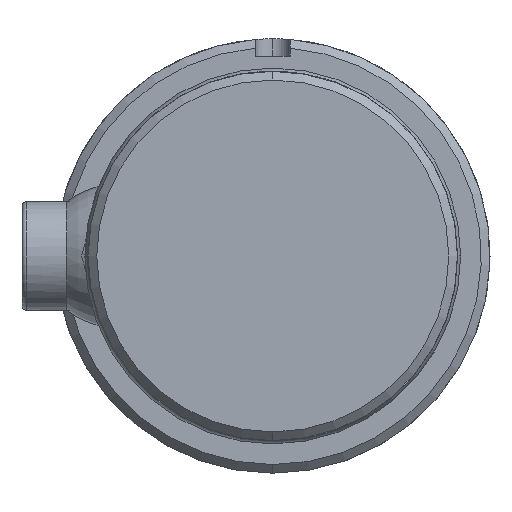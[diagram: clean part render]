
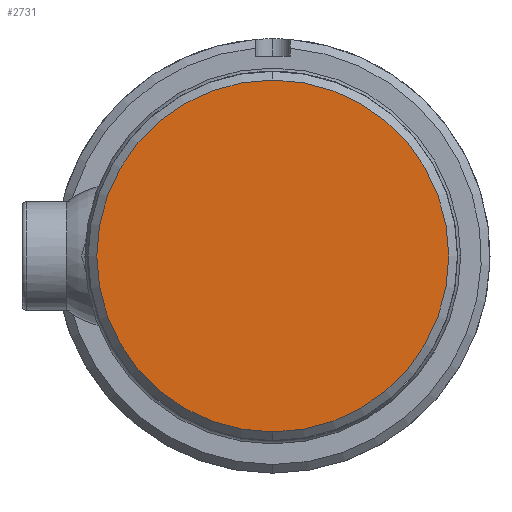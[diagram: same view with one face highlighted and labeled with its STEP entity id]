
A CAD part, left-side view. The second image highlights one B-rep face of the part: STEP entity #2731.
In plain terms, the highlighted planar face has unit normal (-1, 0, 0).
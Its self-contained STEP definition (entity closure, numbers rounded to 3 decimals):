
#50 = CARTESIAN_POINT ( 'NONE',  ( 0., 0., 0. ) ) ;
#164 = AXIS2_PLACEMENT_3D ( 'NONE', #50, #1884, #317 ) ;
#317 = DIRECTION ( 'NONE',  ( 0., 0., -1. ) ) ;
#493 = AXIS2_PLACEMENT_3D ( 'NONE', #2502, #973, #2735 ) ;
#537 = DIRECTION ( 'NONE',  ( 1., 0., 0. ) ) ;
#580 = VERTEX_POINT ( 'NONE', #1232 ) ;
#903 = EDGE_CURVE ( 'NONE', #580, #2842, #2535, .T. ) ;
#973 = DIRECTION ( 'NONE',  ( -1., 0., 0. ) ) ;
#1056 = FACE_OUTER_BOUND ( 'NONE', #1071, .T. ) ;
#1071 = EDGE_LOOP ( 'NONE', ( #1481, #3083 ) ) ;
#1178 = EDGE_CURVE ( 'NONE', #2842, #580, #1518, .T. ) ;
#1232 = CARTESIAN_POINT ( 'NONE',  ( 0., 0., 40.5 ) ) ;
#1481 = ORIENTED_EDGE ( 'NONE', *, *, #1178, .T. ) ;
#1518 = CIRCLE ( 'NONE', #164, 40.5 ) ;
#1655 = AXIS2_PLACEMENT_3D ( 'NONE', #2818, #537, #2346 ) ;
#1884 = DIRECTION ( 'NONE',  ( -1., 0., 0. ) ) ;
#1985 = CARTESIAN_POINT ( 'NONE',  ( 0., 0., -40.5 ) ) ;
#2083 = PLANE ( 'NONE',  #1655 ) ;
#2346 = DIRECTION ( 'NONE',  ( 0., 0., -1. ) ) ;
#2502 = CARTESIAN_POINT ( 'NONE',  ( 0., 0., 0. ) ) ;
#2535 = CIRCLE ( 'NONE', #493, 40.5 ) ;
#2731 = ADVANCED_FACE ( 'NONE', ( #1056 ), #2083, .F. ) ;
#2735 = DIRECTION ( 'NONE',  ( 0., 0., -1. ) ) ;
#2818 = CARTESIAN_POINT ( 'NONE',  ( 0., 0., 0. ) ) ;
#2842 = VERTEX_POINT ( 'NONE', #1985 ) ;
#3083 = ORIENTED_EDGE ( 'NONE', *, *, #903, .T. ) ;
